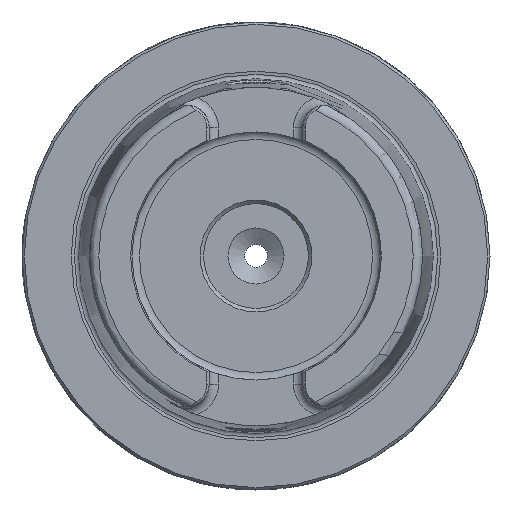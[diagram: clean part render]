
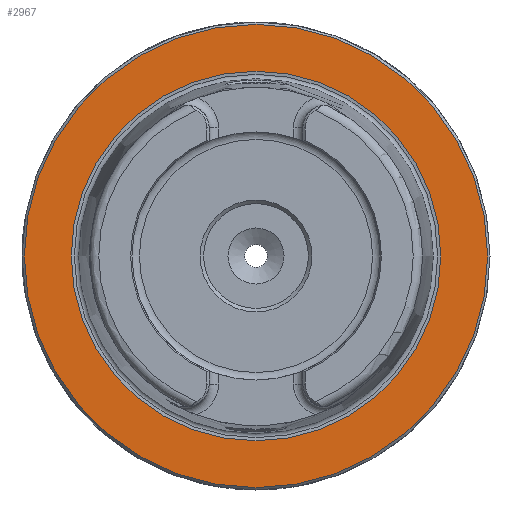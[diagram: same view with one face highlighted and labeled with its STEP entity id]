
A CAD part, left-side view. The second image highlights one B-rep face of the part: STEP entity #2967.
In plain terms, the highlighted planar face has unit normal (-1, 0, 0).
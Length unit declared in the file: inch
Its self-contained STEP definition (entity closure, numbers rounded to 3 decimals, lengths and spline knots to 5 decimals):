
#128=FACE_BOUND('',#514,.T.);
#240=PLANE('',#3215);
#346=FACE_OUTER_BOUND('',#513,.T.);
#513=EDGE_LOOP('',(#2306));
#514=EDGE_LOOP('',(#2307,#2308));
#979=CIRCLE('',#3214,1.94882);
#980=CIRCLE('',#3216,1.55442);
#981=CIRCLE('',#3217,1.55442);
#1278=VERTEX_POINT('',#6183);
#1279=VERTEX_POINT('',#6187);
#1280=VERTEX_POINT('',#6188);
#1653=EDGE_CURVE('',#1278,#1278,#979,.T.);
#1654=EDGE_CURVE('',#1279,#1280,#980,.T.);
#1655=EDGE_CURVE('',#1280,#1279,#981,.T.);
#2306=ORIENTED_EDGE('',*,*,#1653,.F.);
#2307=ORIENTED_EDGE('',*,*,#1654,.T.);
#2308=ORIENTED_EDGE('',*,*,#1655,.T.);
#2967=ADVANCED_FACE('',(#346,#128),#240,.T.);
#3214=AXIS2_PLACEMENT_3D('',#6185,#3787,#3788);
#3215=AXIS2_PLACEMENT_3D('',#6186,#3789,#3790);
#3216=AXIS2_PLACEMENT_3D('',#6189,#3791,#3792);
#3217=AXIS2_PLACEMENT_3D('',#6190,#3793,#3794);
#3787=DIRECTION('center_axis',(1.,0.,0.));
#3788=DIRECTION('ref_axis',(0.,-1.,0.));
#3789=DIRECTION('center_axis',(-1.,0.,0.));
#3790=DIRECTION('ref_axis',(0.,0.,1.));
#3791=DIRECTION('center_axis',(1.,0.,0.));
#3792=DIRECTION('ref_axis',(0.,1.,0.));
#3793=DIRECTION('center_axis',(1.,0.,0.));
#3794=DIRECTION('ref_axis',(0.,1.,0.));
#6183=CARTESIAN_POINT('',(0.,1.94882,0.));
#6185=CARTESIAN_POINT('Origin',(0.,0.,0.));
#6186=CARTESIAN_POINT('Origin',(0.,0.98425,0.));
#6187=CARTESIAN_POINT('',(0.,1.55442,0.));
#6188=CARTESIAN_POINT('',(0.,-1.55442,0.));
#6189=CARTESIAN_POINT('Origin',(0.,0.,0.));
#6190=CARTESIAN_POINT('Origin',(0.,0.,0.));
